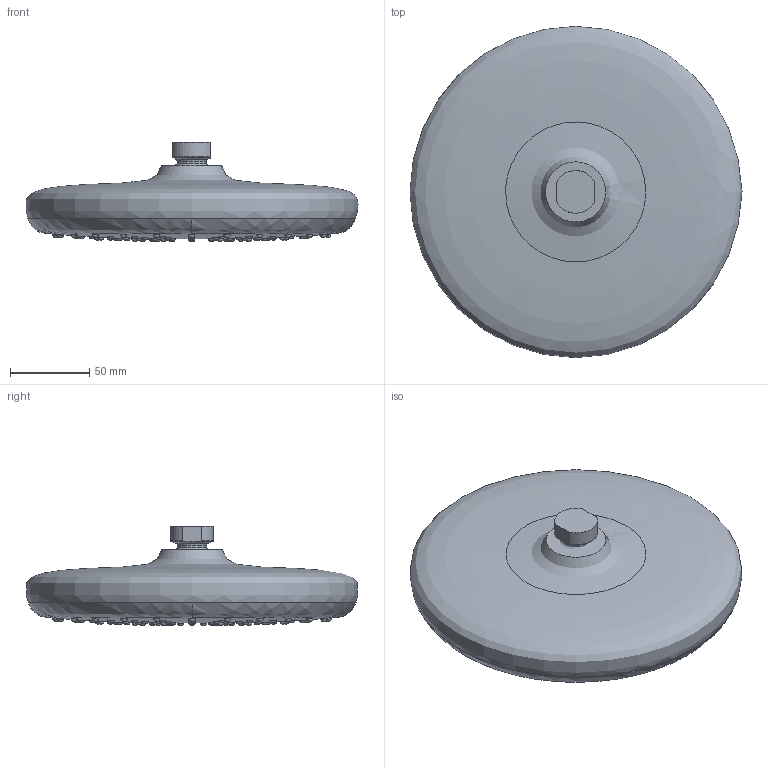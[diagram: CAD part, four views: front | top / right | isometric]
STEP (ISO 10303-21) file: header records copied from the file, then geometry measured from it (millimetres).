
FILE_DESCRIPTION(/* description */ ('Unknown'),/* implementation_level */ '2;1');
FILE_NAME(/* name */ '26408000',/* time_stamp */ '2022-09-08T15:34:30+02:00',/* author */ ('Unknown'),/* organization */ ('GROHE AG'),/* preprocessor_version */ 'ST-DEVELOPER v16.7',/* originating_system */ 'DEX',/* authorisation */ $);
FILE_SCHEMA (('AUTOMOTIVE_DESIGN {1 0 10303 214 3 1 1}'));
Products named in the file (5): 26408000; 26408000_0; plane; 26408000_1
Assembly tree (4 placements, depth 2):
  26408000
    26408000
    26408000_0
    plane
    26408000_1
Bounding box: 209.89 x 209.47 x 62.98 mm (x, y, z)
Volume: 1099705.5 mm3; surface area: 332835.9 mm2
Topology: 4 solids, 6 shells, 1333 faces, 3996 edges, 2790 vertices
Faces by surface type: bspline 888, cylinder 180, cone 104, torus 100, plane 60, sphere 1
Full cylindrical faces by diameter (mm): 4 x126, 18.5 x1, 179.4 x1, 181.4 x1
Entity records: 79269 total; most frequent: CARTESIAN_POINT 55056, ORIENTED_EDGE 6342, EDGE_CURVE 3171, B_SPLINE_CURVE_WITH_KNOTS 2524, VERTEX_POINT 2400, DIRECTION 2145, EDGE_LOOP 1883, FACE_BOUND 1883
